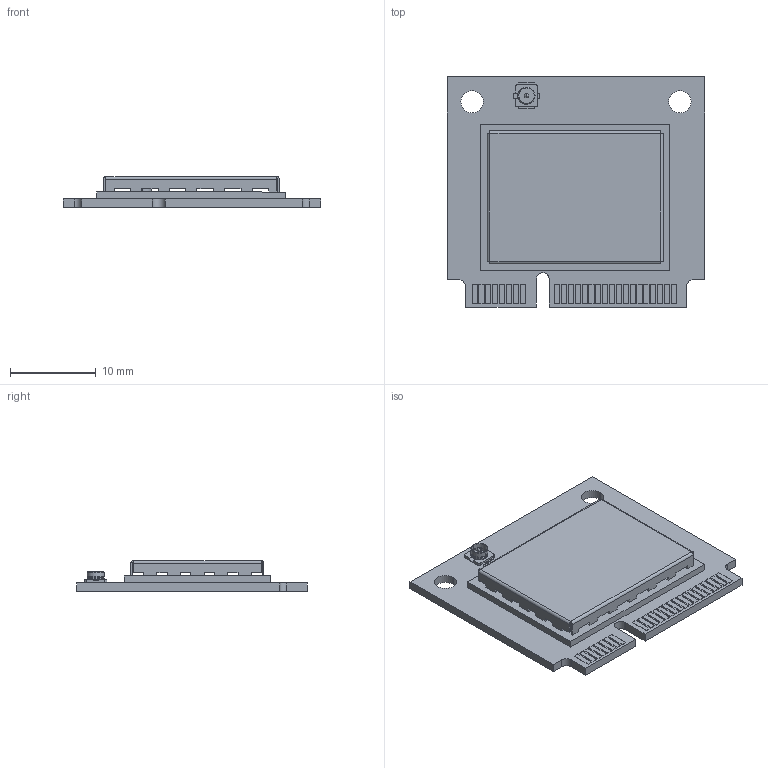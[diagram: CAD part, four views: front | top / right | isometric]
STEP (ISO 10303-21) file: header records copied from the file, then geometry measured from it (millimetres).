
FILE_DESCRIPTION (( 'STEP AP214' ), '1' );
FILE_NAME ('simpleRTK2B-mPCIe-halfsize.STEP', '2022-08-30T17:48:49', ( '' ), ( '' ), 'SwSTEP 2.0', 'SolidWorks 2020', '' );
FILE_SCHEMA (( 'AUTOMOTIVE_DESIGN' ));
Length unit declared in the file: millimetre
Products named in the file (4): PCB; CONUFL001-SMD-T--3DModel-STEP-269445.step; simpleRTK2B-mPCIe-halfsize; ZED-F9P-00B-02--3DModel-STEP-56544.step
Assembly tree (3 placements, depth 2):
  simpleRTK2B-mPCIe-halfsize
    PCB
    CONUFL001-SMD-T--3DModel-STEP-269445.step
    ZED-F9P-00B-02--3DModel-STEP-56544.step
Bounding box: 30 x 26.8 x 3.6 mm (x, y, z)
Volume: 1159.1 mm3; surface area: 3927.2 mm2
Topology: 137 solids, 137 shells, 1544 faces, 3457 edges, 2286 vertices
Faces by surface type: plane 1485, cylinder 43, bspline 10, cone 6
Entity records: 43536 total; most frequent: CARTESIAN_POINT 7583, ORIENTED_EDGE 6906, DIRECTION 6594, EDGE_CURVE 3453, LINE 3360, VECTOR 3360, VERTEX_POINT 2286, EDGE_LOOP 1655
